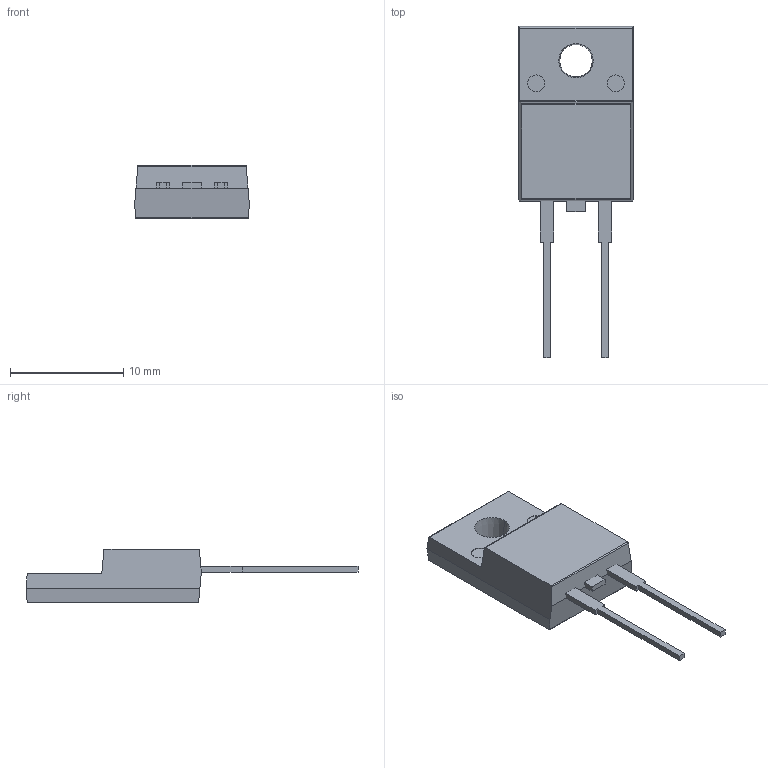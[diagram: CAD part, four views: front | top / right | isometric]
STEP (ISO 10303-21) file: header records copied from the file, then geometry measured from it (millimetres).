
FILE_DESCRIPTION (( 'STEP AP203' ), '1' );
FILE_NAME ('ITO220 AC -ÖÐ¼äÓÐ¶ÌPIN.STEP', '2022-06-02T03:00:45', ( '' ), ( '' ), 'SwSTEP 2.0', 'SolidWorks 2019', '' );
FILE_SCHEMA (( 'CONFIG_CONTROL_DESIGN' ));
Length unit declared in the file: millimetre
Products named in the file (9): Lead-l; body; pad; Al wire-die; epoxy; ITO220 AC -笢潔衄傻PIN; chip; Al wire-lf; Lead-r
Assembly tree (8 placements, depth 2):
  ITO220 AC -笢潔衄傻PIN
    pad
    Lead-l
    Lead-r
    body
    chip
    epoxy
    Al wire-die
    Al wire-lf
Bounding box: 10.12 x 29.26 x 4.7 mm (x, y, z)
Volume: 608.2 mm3; surface area: 838.8 mm2
Topology: 8 solids, 8 shells, 162 faces, 386 edges, 242 vertices
Faces by surface type: plane 103, cylinder 29, bspline 28, cone 2
Entity records: 6301 total; most frequent: CARTESIAN_POINT 1739, ORIENTED_EDGE 772, DIRECTION 716, EDGE_CURVE 386, VECTOR 278, LINE 278, VERTEX_POINT 242, AXIS2_PLACEMENT_3D 219
